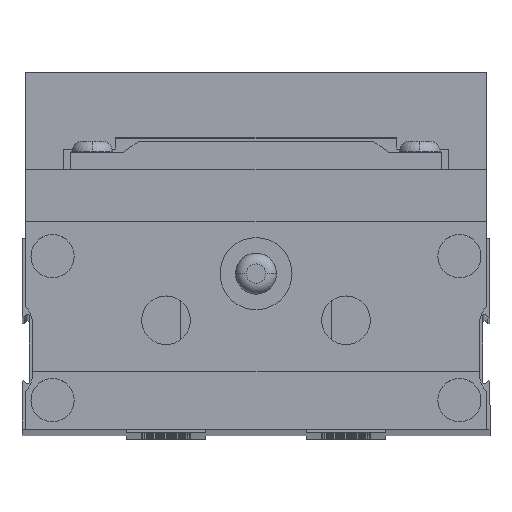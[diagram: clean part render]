
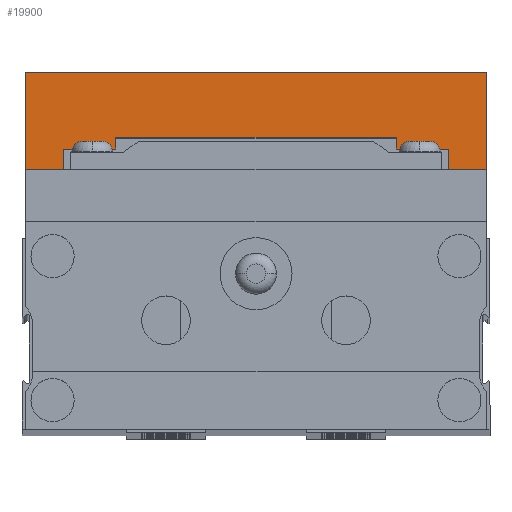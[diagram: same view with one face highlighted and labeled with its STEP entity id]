
A CAD part, top view. The second image highlights one B-rep face of the part: STEP entity #19900.
In plain terms, the highlighted planar face has unit normal (0, 0, 1).
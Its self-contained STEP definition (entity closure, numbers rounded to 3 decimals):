
#309 = CARTESIAN_POINT ( 'NONE',  ( -19.5, 41.8, 73.2 ) ) ;
#453 = EDGE_CURVE ( 'NONE', #19326, #18710, #24311, .T. ) ;
#617 = CARTESIAN_POINT ( 'NONE',  ( 32., 50.8, 73.2 ) ) ;
#956 = DIRECTION ( 'NONE',  ( 0., 1., 0. ) ) ;
#986 = DIRECTION ( 'NONE',  ( 0., -1., 0. ) ) ;
#1454 = VERTEX_POINT ( 'NONE', #309 ) ;
#1468 = EDGE_CURVE ( 'NONE', #5549, #28862, #25840, .T. ) ;
#1869 = CARTESIAN_POINT ( 'NONE',  ( -26.8, 35.8, 73.2 ) ) ;
#2166 = LINE ( 'NONE', #1869, #2433 ) ;
#2433 = VECTOR ( 'NONE', #17859, 1000. ) ;
#2920 = CARTESIAN_POINT ( 'NONE',  ( 32., 50.8, 73.2 ) ) ;
#3147 = CARTESIAN_POINT ( 'NONE',  ( 19.5, 41.8, 73.2 ) ) ;
#3431 = ORIENTED_EDGE ( 'NONE', *, *, #19917, .F. ) ;
#3691 = ORIENTED_EDGE ( 'NONE', *, *, #1468, .F. ) ;
#3775 = ORIENTED_EDGE ( 'NONE', *, *, #13196, .F. ) ;
#3921 = DIRECTION ( 'NONE',  ( 0., -1., 0. ) ) ;
#5075 = EDGE_CURVE ( 'NONE', #18710, #8596, #19403, .T. ) ;
#5183 = CARTESIAN_POINT ( 'NONE',  ( -32., 28.5, 73.2 ) ) ;
#5449 = CARTESIAN_POINT ( 'NONE',  ( -26.8, 35.8, 73.2 ) ) ;
#5549 = VERTEX_POINT ( 'NONE', #2920 ) ;
#5581 = ORIENTED_EDGE ( 'NONE', *, *, #19179, .F. ) ;
#6602 = CARTESIAN_POINT ( 'NONE',  ( 26.8, 40.2, 73.2 ) ) ;
#6920 = EDGE_CURVE ( 'NONE', #11807, #10530, #7328, .T. ) ;
#7226 = CARTESIAN_POINT ( 'NONE',  ( 32., 35.8, 73.2 ) ) ;
#7328 = LINE ( 'NONE', #9157, #19186 ) ;
#7911 = AXIS2_PLACEMENT_3D ( 'NONE', #5183, #25696, #14475 ) ;
#8489 = ORIENTED_EDGE ( 'NONE', *, *, #23114, .F. ) ;
#8596 = VERTEX_POINT ( 'NONE', #3147 ) ;
#9157 = CARTESIAN_POINT ( 'NONE',  ( -19.5, 40.2, 73.2 ) ) ;
#9775 = LINE ( 'NONE', #11746, #22919 ) ;
#9776 = DIRECTION ( 'NONE',  ( 0., -1., 0. ) ) ;
#10064 = VERTEX_POINT ( 'NONE', #23160 ) ;
#10082 = DIRECTION ( 'NONE',  ( -1., 0., 0. ) ) ;
#10277 = VECTOR ( 'NONE', #25904, 1000. ) ;
#10322 = ORIENTED_EDGE ( 'NONE', *, *, #453, .F. ) ;
#10361 = DIRECTION ( 'NONE',  ( -1., 0., 0. ) ) ;
#10530 = VERTEX_POINT ( 'NONE', #14186 ) ;
#10606 = VERTEX_POINT ( 'NONE', #25702 ) ;
#11746 = CARTESIAN_POINT ( 'NONE',  ( 19.5, 41.8, 73.2 ) ) ;
#11807 = VERTEX_POINT ( 'NONE', #23741 ) ;
#12778 = CARTESIAN_POINT ( 'NONE',  ( -32., 50.8, 73.2 ) ) ;
#13196 = EDGE_CURVE ( 'NONE', #28862, #10064, #26153, .T. ) ;
#13522 = CARTESIAN_POINT ( 'NONE',  ( -26.8, 40.2, 73.2 ) ) ;
#13592 = ORIENTED_EDGE ( 'NONE', *, *, #26440, .F. ) ;
#14186 = CARTESIAN_POINT ( 'NONE',  ( -26.8, 40.2, 73.2 ) ) ;
#14475 = DIRECTION ( 'NONE',  ( 1., 0., 0. ) ) ;
#14552 = CARTESIAN_POINT ( 'NONE',  ( -19.5, 41.8, 73.2 ) ) ;
#14656 = VECTOR ( 'NONE', #17290, 1000. ) ;
#14669 = LINE ( 'NONE', #15260, #18820 ) ;
#14883 = CARTESIAN_POINT ( 'NONE',  ( 19.5, 40.2, 73.2 ) ) ;
#15260 = CARTESIAN_POINT ( 'NONE',  ( 26.8, 35.8, 73.2 ) ) ;
#15903 = EDGE_CURVE ( 'NONE', #25631, #10606, #2166, .T. ) ;
#15913 = CARTESIAN_POINT ( 'NONE',  ( -32., 35.8, 73.2 ) ) ;
#16136 = DIRECTION ( 'NONE',  ( -1., 0., 0. ) ) ;
#16227 = ORIENTED_EDGE ( 'NONE', *, *, #17629, .F. ) ;
#16592 = DIRECTION ( 'NONE',  ( -1., 0., 0. ) ) ;
#16711 = VECTOR ( 'NONE', #9776, 1000. ) ;
#17146 = VERTEX_POINT ( 'NONE', #12778 ) ;
#17290 = DIRECTION ( 'NONE',  ( 1., 0., 0. ) ) ;
#17629 = EDGE_CURVE ( 'NONE', #17146, #5549, #26983, .T. ) ;
#17756 = EDGE_CURVE ( 'NONE', #10606, #17146, #27426, .T. ) ;
#17859 = DIRECTION ( 'NONE',  ( -1., 0., 0. ) ) ;
#18710 = VERTEX_POINT ( 'NONE', #14883 ) ;
#18820 = VECTOR ( 'NONE', #956, 1000. ) ;
#19179 = EDGE_CURVE ( 'NONE', #1454, #11807, #21700, .T. ) ;
#19186 = VECTOR ( 'NONE', #16136, 1000. ) ;
#19326 = VERTEX_POINT ( 'NONE', #6602 ) ;
#19403 = LINE ( 'NONE', #28914, #19817 ) ;
#19495 = CARTESIAN_POINT ( 'NONE',  ( 32., 35.8, 73.2 ) ) ;
#19735 = CARTESIAN_POINT ( 'NONE',  ( -32., 50.8, 73.2 ) ) ;
#19817 = VECTOR ( 'NONE', #24384, 1000. ) ;
#19900 = ADVANCED_FACE ( 'NONE', ( #21318 ), #26143, .T. ) ;
#19917 = EDGE_CURVE ( 'NONE', #8596, #1454, #9775, .T. ) ;
#19929 = CARTESIAN_POINT ( 'NONE',  ( 26.8, 40.2, 73.2 ) ) ;
#20401 = VECTOR ( 'NONE', #10082, 1000. ) ;
#20937 = VECTOR ( 'NONE', #986, 1000. ) ;
#20987 = VECTOR ( 'NONE', #10361, 1000. ) ;
#21318 = FACE_OUTER_BOUND ( 'NONE', #24243, .T. ) ;
#21700 = LINE ( 'NONE', #14552, #20937 ) ;
#22919 = VECTOR ( 'NONE', #16592, 1000. ) ;
#23114 = EDGE_CURVE ( 'NONE', #10530, #25631, #29288, .T. ) ;
#23160 = CARTESIAN_POINT ( 'NONE',  ( 26.8, 35.8, 73.2 ) ) ;
#23741 = CARTESIAN_POINT ( 'NONE',  ( -19.5, 40.2, 73.2 ) ) ;
#24243 = EDGE_LOOP ( 'NONE', ( #3691, #16227, #29950, #28093, #8489, #26894, #5581, #3431, #28053, #10322, #13592, #3775 ) ) ;
#24311 = LINE ( 'NONE', #19929, #20987 ) ;
#24384 = DIRECTION ( 'NONE',  ( 0., 1., 0. ) ) ;
#24955 = VECTOR ( 'NONE', #3921, 1000. ) ;
#25631 = VERTEX_POINT ( 'NONE', #5449 ) ;
#25696 = DIRECTION ( 'NONE',  ( 0., 0., 1. ) ) ;
#25702 = CARTESIAN_POINT ( 'NONE',  ( -32., 35.8, 73.2 ) ) ;
#25840 = LINE ( 'NONE', #617, #16711 ) ;
#25904 = DIRECTION ( 'NONE',  ( 0., 1., 0. ) ) ;
#26143 = PLANE ( 'NONE',  #7911 ) ;
#26153 = LINE ( 'NONE', #19495, #20401 ) ;
#26440 = EDGE_CURVE ( 'NONE', #10064, #19326, #14669, .T. ) ;
#26894 = ORIENTED_EDGE ( 'NONE', *, *, #6920, .F. ) ;
#26983 = LINE ( 'NONE', #19735, #14656 ) ;
#27426 = LINE ( 'NONE', #15913, #10277 ) ;
#28053 = ORIENTED_EDGE ( 'NONE', *, *, #5075, .F. ) ;
#28093 = ORIENTED_EDGE ( 'NONE', *, *, #15903, .F. ) ;
#28862 = VERTEX_POINT ( 'NONE', #7226 ) ;
#28914 = CARTESIAN_POINT ( 'NONE',  ( 19.5, 40.2, 73.2 ) ) ;
#29288 = LINE ( 'NONE', #13522, #24955 ) ;
#29950 = ORIENTED_EDGE ( 'NONE', *, *, #17756, .F. ) ;
